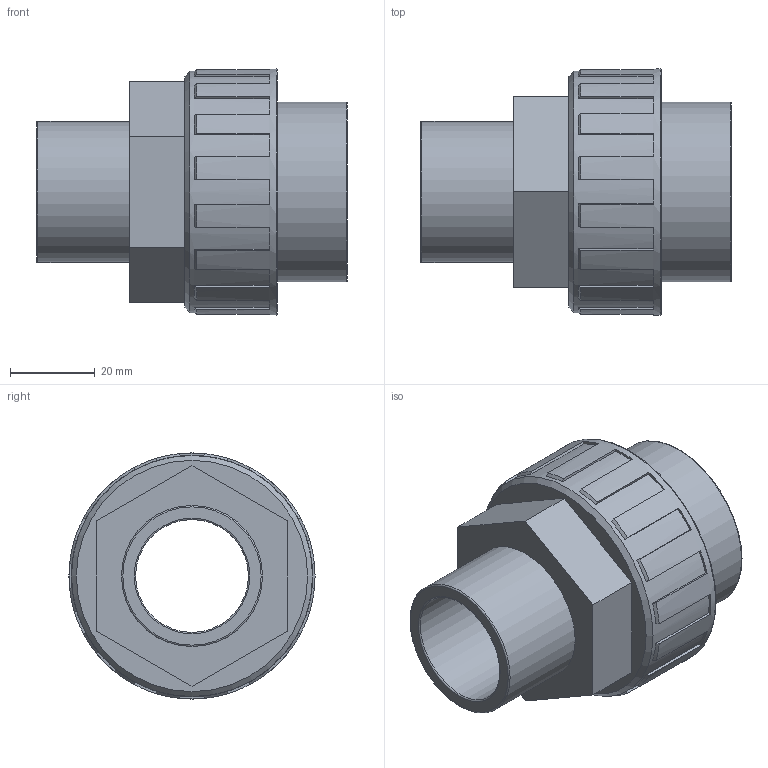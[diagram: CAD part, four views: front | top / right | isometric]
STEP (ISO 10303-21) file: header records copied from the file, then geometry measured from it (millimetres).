
FILE_DESCRIPTION(/* description */ ('PLASSON UNION F. THREAD-MALE ADAPTOR CEMENT 32-1'''''),/* implementation_level */ '2;1');
FILE_NAME(/* name */ '050803032010.ipt.stp',/* time_stamp */ '2017-12-07T15:58:25+02:00',/* author */ ('KIM'),/* organization */ (''),/* preprocessor_version */ 'ST-DEVELOPER v15.6',/* originating_system */ 'Autodesk Inventor 2015',/* authorisation */ '');
FILE_SCHEMA (('AUTOMOTIVE_DESIGN { 1 0 10303 214 3 1 1 }'));
Length unit declared in the file: millimetre
Products named in the file (1): 050803032010
Bounding box: 73.3 x 58 x 58 mm (x, y, z)
Volume: 74465.9 mm3; surface area: 21248.5 mm2
Topology: 1 solids, 1 shells, 92 faces, 246 edges, 162 vertices
Faces by surface type: plane 62, cone 17, cylinder 8, torus 5
Full cylindrical faces by diameter (mm): 26.599 x1, 27.2 x1, 28.8 x1, 32 x1, 33.249 x1, 42.24 x1, 56.84 x1, 58 x1
Entity records: 2826 total; most frequent: DIRECTION 500, CARTESIAN_POINT 483, ORIENTED_EDGE 460, EDGE_CURVE 230, AXIS2_PLACEMENT_3D 177, VERTEX_POINT 160, LINE 146, VECTOR 146
